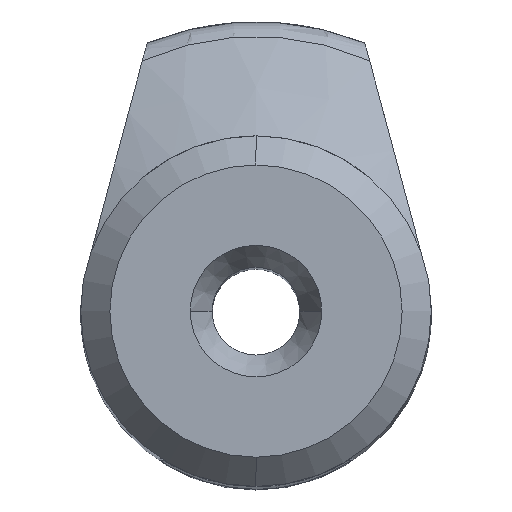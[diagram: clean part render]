
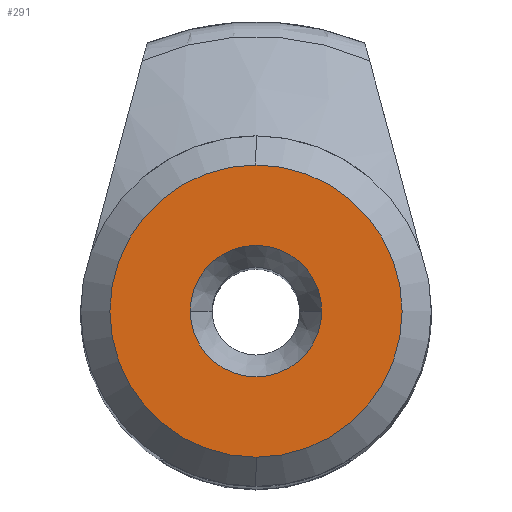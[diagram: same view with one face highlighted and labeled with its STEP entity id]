
A CAD part, top view. The second image highlights one B-rep face of the part: STEP entity #291.
In plain terms, the highlighted planar face has unit normal (0, 0, 1).
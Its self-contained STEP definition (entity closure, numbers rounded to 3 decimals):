
#33=PLANE('',#1129);
#50=FACE_BOUND('',#408,.T.);
#51=FACE_BOUND('',#409,.T.);
#291=ADVANCED_FACE('',(#50,#51),#33,.T.);
#408=EDGE_LOOP('',(#630,#631));
#409=EDGE_LOOP('',(#632,#633));
#630=ORIENTED_EDGE('',*,*,#976,.T.);
#631=ORIENTED_EDGE('',*,*,#877,.T.);
#632=ORIENTED_EDGE('',*,*,#977,.F.);
#633=ORIENTED_EDGE('',*,*,#883,.F.);
#778=VERTEX_POINT('',#1774);
#779=VERTEX_POINT('',#1775);
#784=VERTEX_POINT('',#1786);
#785=VERTEX_POINT('',#1788);
#877=EDGE_CURVE('',#778,#779,#998,.T.);
#883=EDGE_CURVE('',#784,#785,#1001,.T.);
#976=EDGE_CURVE('',#779,#778,#1028,.T.);
#977=EDGE_CURVE('',#785,#784,#1029,.T.);
#998=CIRCLE('',#1074,5.);
#1001=CIRCLE('',#1078,2.25);
#1028=CIRCLE('',#1127,5.);
#1029=CIRCLE('',#1128,2.25);
#1074=AXIS2_PLACEMENT_3D('',#1773,#1222,#1223);
#1078=AXIS2_PLACEMENT_3D('',#1787,#1233,#1234);
#1127=AXIS2_PLACEMENT_3D('',#2254,#1362,#1363);
#1128=AXIS2_PLACEMENT_3D('',#2255,#1364,#1365);
#1129=AXIS2_PLACEMENT_3D('',#2256,#1366,#1367);
#1222=DIRECTION('',(0.,0.,1.));
#1223=DIRECTION('',(0.,1.,0.));
#1233=DIRECTION('',(0.,0.,1.));
#1234=DIRECTION('',(1.,0.,0.));
#1362=DIRECTION('',(0.,0.,1.));
#1363=DIRECTION('',(0.,1.,0.));
#1364=DIRECTION('',(0.,0.,1.));
#1365=DIRECTION('',(1.,0.,0.));
#1366=DIRECTION('',(0.,0.,1.));
#1367=DIRECTION('',(-1.,0.,0.));
#1773=CARTESIAN_POINT('',(0.,0.,0.));
#1774=CARTESIAN_POINT('',(0.,5.,0.));
#1775=CARTESIAN_POINT('',(0.,-5.,0.));
#1786=CARTESIAN_POINT('',(-2.25,0.,0.));
#1787=CARTESIAN_POINT('',(0.,0.,0.));
#1788=CARTESIAN_POINT('',(2.25,0.,0.));
#2254=CARTESIAN_POINT('',(0.,0.,0.));
#2255=CARTESIAN_POINT('',(0.,0.,0.));
#2256=CARTESIAN_POINT('',(0.,10.,0.));
